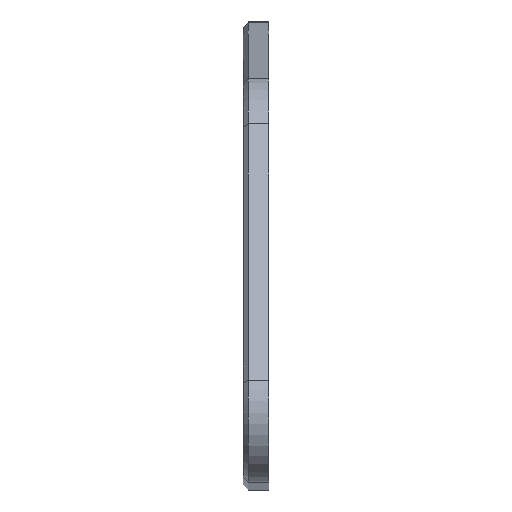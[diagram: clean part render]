
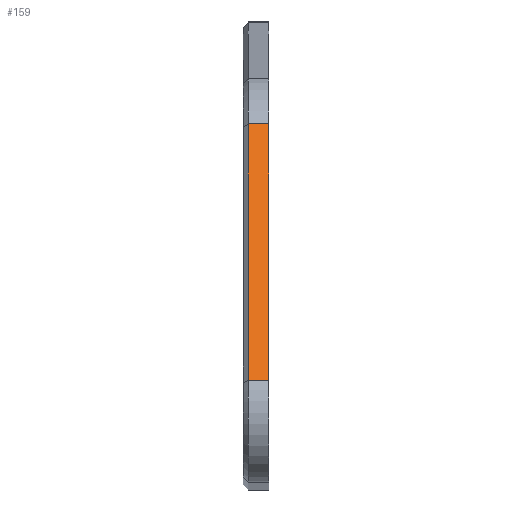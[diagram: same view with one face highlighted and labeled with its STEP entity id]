
A CAD part, top view. The second image highlights one B-rep face of the part: STEP entity #159.
In plain terms, the highlighted planar face has unit normal (0, 0.537, 0.844).
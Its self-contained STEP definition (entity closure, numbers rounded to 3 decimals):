
#159=ADVANCED_FACE('',(#337),#338,.T.);
#337=FACE_OUTER_BOUND('',#525,.T.);
#338=PLANE('',#526);
#525=EDGE_LOOP('',(#888,#889,#890,#891));
#526=AXIS2_PLACEMENT_3D('',#892,#893,#894);
#888=ORIENTED_EDGE('',*,*,#1162,.F.);
#889=ORIENTED_EDGE('',*,*,#1211,.F.);
#890=ORIENTED_EDGE('',*,*,#1100,.F.);
#891=ORIENTED_EDGE('',*,*,#1212,.T.);
#892=CARTESIAN_POINT('',(154.107,-28.975,134.932));
#893=DIRECTION('',(0.,0.537,0.843));
#894=DIRECTION('',(-1.0,0.,0.));
#1100=EDGE_CURVE('',#1309,#1311,#1312,.T.);
#1162=EDGE_CURVE('',#1409,#1403,#1411,.T.);
#1211=EDGE_CURVE('',#1311,#1409,#1475,.T.);
#1212=EDGE_CURVE('',#1309,#1403,#1476,.T.);
#1309=VERTEX_POINT('',#1582);
#1311=VERTEX_POINT('',#1584);
#1312=LINE('',#1585,#1586);
#1403=VERTEX_POINT('',#1698);
#1409=VERTEX_POINT('',#1706);
#1411=LINE('',#1709,#1710);
#1475=LINE('',#1795,#1796);
#1476=LINE('',#1797,#1798);
#1582=CARTESIAN_POINT('',(154.107,-28.975,134.932));
#1584=CARTESIAN_POINT('',(154.107,-78.885,166.72));
#1585=CARTESIAN_POINT('',(154.107,-54.092,150.93));
#1586=VECTOR('',#1922,1.0);
#1698=CARTESIAN_POINT('',(150.107,-28.975,134.932));
#1706=CARTESIAN_POINT('',(150.107,-78.885,166.72));
#1709=CARTESIAN_POINT('',(150.107,-33.285,137.677));
#1710=VECTOR('',#2016,1.0);
#1795=CARTESIAN_POINT('',(154.107,-78.885,166.72));
#1796=VECTOR('',#2068,1.0);
#1797=CARTESIAN_POINT('',(154.107,-28.975,134.932));
#1798=VECTOR('',#2069,1.0);
#1922=DIRECTION('',(0.,-0.843,0.537));
#2016=DIRECTION('',(0.,0.843,-0.537));
#2068=DIRECTION('',(-1.0,0.,0.));
#2069=DIRECTION('',(-1.0,0.,0.));
